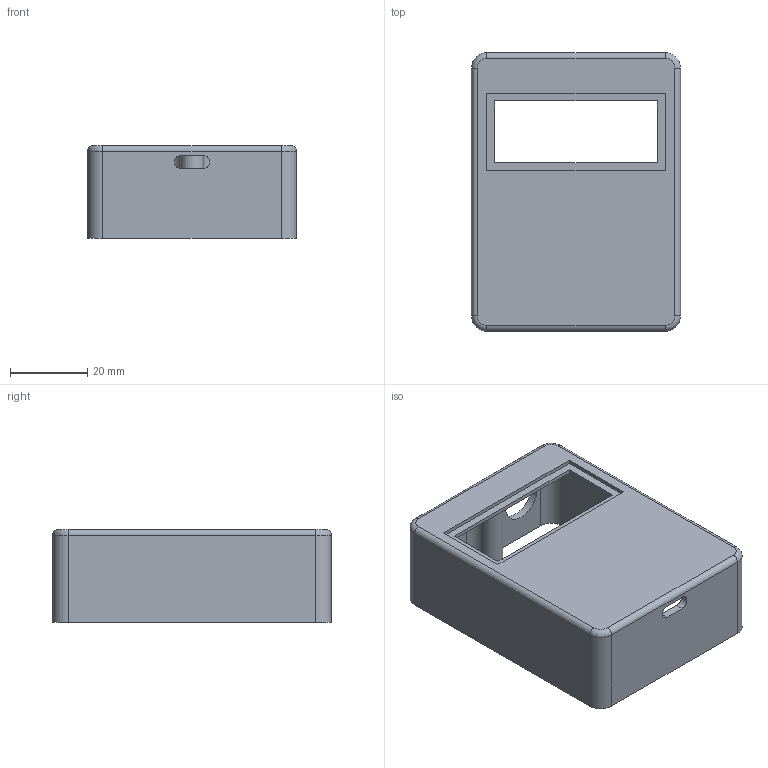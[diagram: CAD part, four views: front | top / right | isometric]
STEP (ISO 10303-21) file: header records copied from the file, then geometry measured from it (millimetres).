
FILE_DESCRIPTION(('FreeCAD Model'),'2;1');
FILE_NAME('Open CASCADE Shape Model','2025-10-20T22:23:01',(''),(''), 'Open CASCADE STEP processor 7.8','FreeCAD','Unknown');
FILE_SCHEMA(('AUTOMOTIVE_DESIGN { 1 0 10303 214 1 1 1 1 }'));
Length unit declared in the file: millimetre
Products named in the file (1): Body
Bounding box: 54 x 72 x 24 mm (x, y, z)
Volume: 20846.1 mm3; surface area: 17801.1 mm2
Topology: 1 solids, 1 shells, 65 faces, 162 edges, 104 vertices
Faces by surface type: plane 37, cylinder 24, torus 4
Full cylindrical faces by diameter (mm): 3.71 x3, 6.5 x1, 11.5 x1
Entity records: 1972 total; most frequent: DIRECTION 346, CARTESIAN_POINT 332, ORIENTED_EDGE 324, EDGE_CURVE 162, AXIS2_PLACEMENT_3D 118, LINE 110, VECTOR 110, VERTEX_POINT 104
